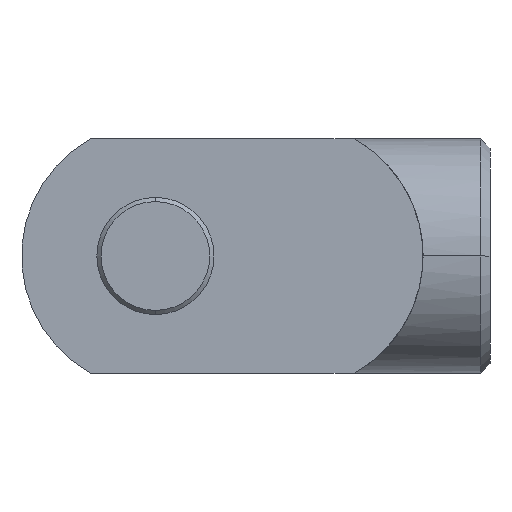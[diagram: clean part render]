
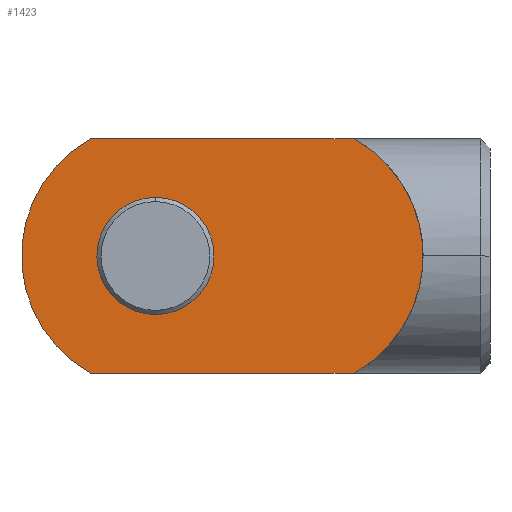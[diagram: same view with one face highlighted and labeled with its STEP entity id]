
A CAD part, left-side view. The second image highlights one B-rep face of the part: STEP entity #1423.
In plain terms, the highlighted planar face has unit normal (-1, 0, 0).
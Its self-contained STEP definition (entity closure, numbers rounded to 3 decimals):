
#49 = AXIS2_PLACEMENT_3D ( 'NONE', #1187, #1161, #1155 ) ;
#89 = EDGE_CURVE ( 'NONE', #684, #1080, #365, .T. ) ;
#164 = ORIENTED_EDGE ( 'NONE', *, *, #469, .T. ) ;
#175 = VERTEX_POINT ( 'NONE', #378 ) ;
#217 = EDGE_LOOP ( 'NONE', ( #828, #1102, #164, #498 ) ) ;
#272 = LINE ( 'NONE', #845, #1193 ) ;
#300 = CARTESIAN_POINT ( 'NONE',  ( -22., 15.746, 14. ) ) ;
#320 = DIRECTION ( 'NONE',  ( 0., 0., -1. ) ) ;
#323 = DIRECTION ( 'NONE',  ( 1., 0., 0. ) ) ;
#326 = PLANE ( 'NONE',  #1075 ) ;
#340 = CARTESIAN_POINT ( 'NONE',  ( -22., -24., 14. ) ) ;
#344 = CIRCLE ( 'NONE', #1031, 16. ) ;
#365 = CIRCLE ( 'NONE', #49, 16. ) ;
#376 = VERTEX_POINT ( 'NONE', #620 ) ;
#378 = CARTESIAN_POINT ( 'NONE',  ( -22., 8., -7. ) ) ;
#379 = EDGE_CURVE ( 'NONE', #376, #175, #1241, .T. ) ;
#432 = EDGE_CURVE ( 'NONE', #175, #376, #1167, .T. ) ;
#443 = EDGE_CURVE ( 'NONE', #1438, #684, #272, .T. ) ;
#469 = EDGE_CURVE ( 'NONE', #1438, #1197, #344, .T. ) ;
#485 = EDGE_CURVE ( 'NONE', #1197, #1080, #1477, .T. ) ;
#498 = ORIENTED_EDGE ( 'NONE', *, *, #485, .T. ) ;
#620 = CARTESIAN_POINT ( 'NONE',  ( -22., 8., 7. ) ) ;
#642 = CARTESIAN_POINT ( 'NONE',  ( -22., 8., 0. ) ) ;
#644 = DIRECTION ( 'NONE',  ( 0., 0., -1. ) ) ;
#657 = DIRECTION ( 'NONE',  ( 1., 0., 0. ) ) ;
#684 = VERTEX_POINT ( 'NONE', #1391 ) ;
#695 = EDGE_LOOP ( 'NONE', ( #1081, #823 ) ) ;
#712 = AXIS2_PLACEMENT_3D ( 'NONE', #642, #657, #644 ) ;
#725 = CARTESIAN_POINT ( 'NONE',  ( -22., 15.746, -14. ) ) ;
#823 = ORIENTED_EDGE ( 'NONE', *, *, #379, .T. ) ;
#828 = ORIENTED_EDGE ( 'NONE', *, *, #89, .F. ) ;
#830 = DIRECTION ( 'NONE',  ( 0., 0., -1. ) ) ;
#844 = FACE_OUTER_BOUND ( 'NONE', #217, .T. ) ;
#845 = CARTESIAN_POINT ( 'NONE',  ( -22., -24., 14. ) ) ;
#853 = CARTESIAN_POINT ( 'NONE',  ( -22., 8., 0. ) ) ;
#855 = CARTESIAN_POINT ( 'NONE',  ( -22., 8., 0. ) ) ;
#862 = CARTESIAN_POINT ( 'NONE',  ( -22., -15.746, -14. ) ) ;
#863 = DIRECTION ( 'NONE',  ( 0., -1., 0. ) ) ;
#891 = DIRECTION ( 'NONE',  ( -1., 0., 0. ) ) ;
#935 = DIRECTION ( 'NONE',  ( 0., -1., 0. ) ) ;
#936 = CARTESIAN_POINT ( 'NONE',  ( -22., -24., -14. ) ) ;
#954 = AXIS2_PLACEMENT_3D ( 'NONE', #853, #1016, #1084 ) ;
#1016 = DIRECTION ( 'NONE',  ( 1., 0., 0. ) ) ;
#1031 = AXIS2_PLACEMENT_3D ( 'NONE', #855, #891, #830 ) ;
#1075 = AXIS2_PLACEMENT_3D ( 'NONE', #340, #323, #320 ) ;
#1080 = VERTEX_POINT ( 'NONE', #862 ) ;
#1081 = ORIENTED_EDGE ( 'NONE', *, *, #432, .T. ) ;
#1084 = DIRECTION ( 'NONE',  ( 0., 0., -1. ) ) ;
#1102 = ORIENTED_EDGE ( 'NONE', *, *, #443, .F. ) ;
#1155 = DIRECTION ( 'NONE',  ( 0., 0., -1. ) ) ;
#1161 = DIRECTION ( 'NONE',  ( 1., 0., 0. ) ) ;
#1167 = CIRCLE ( 'NONE', #954, 7. ) ;
#1187 = CARTESIAN_POINT ( 'NONE',  ( -22., -8., 0. ) ) ;
#1193 = VECTOR ( 'NONE', #863, 1000. ) ;
#1197 = VERTEX_POINT ( 'NONE', #725 ) ;
#1241 = CIRCLE ( 'NONE', #712, 7. ) ;
#1313 = VECTOR ( 'NONE', #935, 1000. ) ;
#1364 = FACE_BOUND ( 'NONE', #695, .T. ) ;
#1391 = CARTESIAN_POINT ( 'NONE',  ( -22., -15.746, 14. ) ) ;
#1423 = ADVANCED_FACE ( 'NONE', ( #1364, #844 ), #326, .F. ) ;
#1438 = VERTEX_POINT ( 'NONE', #300 ) ;
#1477 = LINE ( 'NONE', #936, #1313 ) ;
